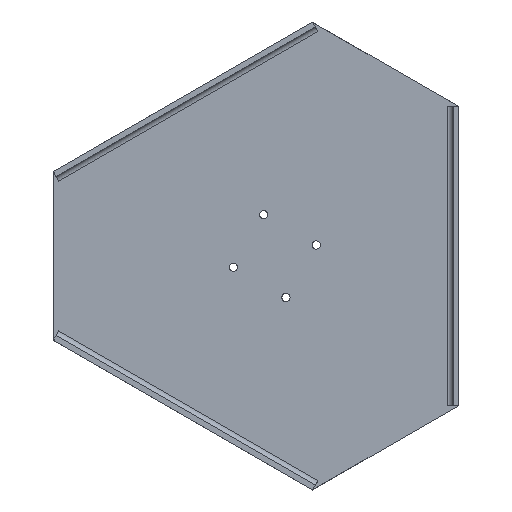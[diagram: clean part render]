
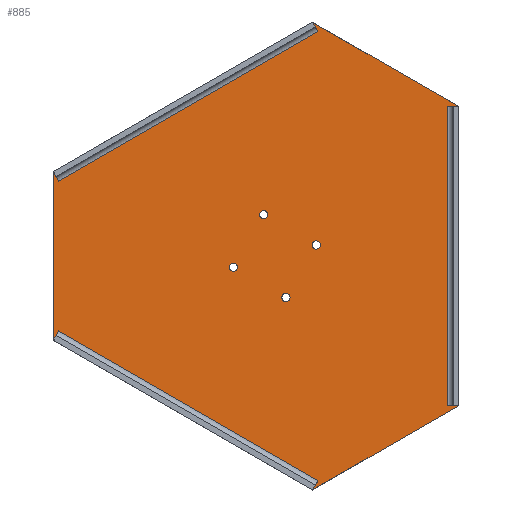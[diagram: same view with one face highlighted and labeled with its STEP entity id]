
A CAD part, top view. The second image highlights one B-rep face of the part: STEP entity #885.
In plain terms, the highlighted planar face has unit normal (0, 0, 1).
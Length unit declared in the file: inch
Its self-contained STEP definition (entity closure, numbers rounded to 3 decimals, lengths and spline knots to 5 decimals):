
#29=FACE_BOUND('',#156,.T.);
#30=FACE_BOUND('',#157,.T.);
#31=FACE_BOUND('',#158,.T.);
#32=FACE_BOUND('',#159,.T.);
#61=CIRCLE('',#960,0.1875);
#62=CIRCLE('',#961,0.1875);
#63=CIRCLE('',#962,0.1875);
#64=CIRCLE('',#963,0.1875);
#101=FACE_OUTER_BOUND('',#155,.T.);
#155=EDGE_LOOP('',(#655,#656,#657,#658,#659,#660,#661,#662,#663,#664,#665,
#666,#667,#668,#669,#670,#671,#672));
#156=EDGE_LOOP('',(#673));
#157=EDGE_LOOP('',(#674));
#158=EDGE_LOOP('',(#675));
#159=EDGE_LOOP('',(#676));
#224=LINE('',#1344,#310);
#236=LINE('',#1383,#322);
#238=LINE('',#1390,#324);
#239=LINE('',#1392,#325);
#240=LINE('',#1394,#326);
#241=LINE('',#1395,#327);
#242=LINE('',#1396,#328);
#243=LINE('',#1398,#329);
#244=LINE('',#1400,#330);
#245=LINE('',#1402,#331);
#246=LINE('',#1404,#332);
#247=LINE('',#1406,#333);
#248=LINE('',#1408,#334);
#249=LINE('',#1410,#335);
#250=LINE('',#1412,#336);
#251=LINE('',#1414,#337);
#252=LINE('',#1416,#338);
#253=LINE('',#1417,#339);
#310=VECTOR('',#1068,0.43301);
#322=VECTOR('',#1100,0.43301);
#324=VECTOR('',#1108,0.43301);
#325=VECTOR('',#1109,0.03868);
#326=VECTOR('',#1110,7.50192);
#327=VECTOR('',#1111,0.03868);
#328=VECTOR('',#1112,13.57169);
#329=VECTOR('',#1113,0.03868);
#330=VECTOR('',#1114,7.50192);
#331=VECTOR('',#1115,0.03868);
#332=VECTOR('',#1116,0.43301);
#333=VECTOR('',#1117,13.57169);
#334=VECTOR('',#1118,0.43301);
#335=VECTOR('',#1119,0.03868);
#336=VECTOR('',#1120,7.50192);
#337=VECTOR('',#1121,0.03868);
#338=VECTOR('',#1122,0.43301);
#339=VECTOR('',#1123,13.57169);
#404=VERTEX_POINT('',#1341);
#405=VERTEX_POINT('',#1343);
#421=VERTEX_POINT('',#1381);
#422=VERTEX_POINT('',#1382);
#423=VERTEX_POINT('',#1388);
#424=VERTEX_POINT('',#1389);
#425=VERTEX_POINT('',#1391);
#426=VERTEX_POINT('',#1393);
#427=VERTEX_POINT('',#1397);
#428=VERTEX_POINT('',#1399);
#429=VERTEX_POINT('',#1401);
#430=VERTEX_POINT('',#1403);
#431=VERTEX_POINT('',#1405);
#432=VERTEX_POINT('',#1407);
#433=VERTEX_POINT('',#1409);
#434=VERTEX_POINT('',#1411);
#435=VERTEX_POINT('',#1413);
#436=VERTEX_POINT('',#1415);
#437=VERTEX_POINT('',#1418);
#438=VERTEX_POINT('',#1420);
#439=VERTEX_POINT('',#1422);
#440=VERTEX_POINT('',#1424);
#494=EDGE_CURVE('',#404,#405,#224,.T.);
#514=EDGE_CURVE('',#421,#422,#236,.T.);
#518=EDGE_CURVE('',#423,#424,#238,.T.);
#519=EDGE_CURVE('',#424,#425,#239,.T.);
#520=EDGE_CURVE('',#426,#425,#240,.T.);
#521=EDGE_CURVE('',#422,#426,#241,.T.);
#522=EDGE_CURVE('',#405,#421,#242,.T.);
#523=EDGE_CURVE('',#427,#404,#243,.T.);
#524=EDGE_CURVE('',#427,#428,#244,.T.);
#525=EDGE_CURVE('',#429,#428,#245,.T.);
#526=EDGE_CURVE('',#430,#429,#246,.T.);
#527=EDGE_CURVE('',#431,#430,#247,.T.);
#528=EDGE_CURVE('',#432,#431,#248,.T.);
#529=EDGE_CURVE('',#433,#432,#249,.T.);
#530=EDGE_CURVE('',#434,#433,#250,.T.);
#531=EDGE_CURVE('',#434,#435,#251,.T.);
#532=EDGE_CURVE('',#435,#436,#252,.T.);
#533=EDGE_CURVE('',#436,#423,#253,.T.);
#534=EDGE_CURVE('',#437,#437,#61,.T.);
#535=EDGE_CURVE('',#438,#438,#62,.T.);
#536=EDGE_CURVE('',#439,#439,#63,.T.);
#537=EDGE_CURVE('',#440,#440,#64,.T.);
#655=ORIENTED_EDGE('',*,*,#518,.T.);
#656=ORIENTED_EDGE('',*,*,#519,.T.);
#657=ORIENTED_EDGE('',*,*,#520,.F.);
#658=ORIENTED_EDGE('',*,*,#521,.F.);
#659=ORIENTED_EDGE('',*,*,#514,.F.);
#660=ORIENTED_EDGE('',*,*,#522,.F.);
#661=ORIENTED_EDGE('',*,*,#494,.F.);
#662=ORIENTED_EDGE('',*,*,#523,.F.);
#663=ORIENTED_EDGE('',*,*,#524,.T.);
#664=ORIENTED_EDGE('',*,*,#525,.F.);
#665=ORIENTED_EDGE('',*,*,#526,.F.);
#666=ORIENTED_EDGE('',*,*,#527,.F.);
#667=ORIENTED_EDGE('',*,*,#528,.F.);
#668=ORIENTED_EDGE('',*,*,#529,.F.);
#669=ORIENTED_EDGE('',*,*,#530,.F.);
#670=ORIENTED_EDGE('',*,*,#531,.T.);
#671=ORIENTED_EDGE('',*,*,#532,.T.);
#672=ORIENTED_EDGE('',*,*,#533,.T.);
#673=ORIENTED_EDGE('',*,*,#534,.F.);
#674=ORIENTED_EDGE('',*,*,#535,.F.);
#675=ORIENTED_EDGE('',*,*,#536,.F.);
#676=ORIENTED_EDGE('',*,*,#537,.F.);
#856=PLANE('',#959);
#885=ADVANCED_FACE('',(#101,#29,#30,#31,#32),#856,.T.);
#959=AXIS2_PLACEMENT_3D('',#1387,#1106,#1107);
#960=AXIS2_PLACEMENT_3D('',#1419,#1124,#1125);
#961=AXIS2_PLACEMENT_3D('',#1421,#1126,#1127);
#962=AXIS2_PLACEMENT_3D('',#1423,#1128,#1129);
#963=AXIS2_PLACEMENT_3D('',#1425,#1130,#1131);
#1068=DIRECTION('',(0.5,-0.866,0.));
#1100=DIRECTION('',(-0.5,0.866,0.));
#1106=DIRECTION('center_axis',(0.,0.,1.));
#1107=DIRECTION('ref_axis',(1.,0.,0.));
#1108=DIRECTION('',(1.,0.,0.));
#1109=DIRECTION('',(0.,1.,0.));
#1110=DIRECTION('',(0.866,-0.5,0.));
#1111=DIRECTION('',(0.866,0.5,0.));
#1112=DIRECTION('',(0.866,0.5,0.));
#1113=DIRECTION('',(0.866,0.5,0.));
#1114=DIRECTION('',(0.,-1.,0.));
#1115=DIRECTION('',(-0.866,0.5,0.));
#1116=DIRECTION('',(-0.5,-0.866,0.));
#1117=DIRECTION('',(-0.866,0.5,0.));
#1118=DIRECTION('',(0.5,0.866,0.));
#1119=DIRECTION('',(-0.866,0.5,0.));
#1120=DIRECTION('',(-0.866,-0.5,0.));
#1121=DIRECTION('',(0.,1.,0.));
#1122=DIRECTION('',(-1.,0.,0.));
#1123=DIRECTION('',(0.,1.,0.));
#1124=DIRECTION('center_axis',(0.,0.,1.));
#1125=DIRECTION('ref_axis',(-1.,0.,0.));
#1126=DIRECTION('center_axis',(0.,0.,1.));
#1127=DIRECTION('ref_axis',(-1.,0.,0.));
#1128=DIRECTION('center_axis',(0.,0.,1.));
#1129=DIRECTION('ref_axis',(-1.,0.,0.));
#1130=DIRECTION('center_axis',(0.,0.,1.));
#1131=DIRECTION('ref_axis',(-1.,0.,0.));
#1341=CARTESIAN_POINT('',(-10.0124,3.7703,21.));
#1343=CARTESIAN_POINT('',(-9.79589,3.3953,21.));
#1344=CARTESIAN_POINT('',(-10.0124,3.7703,21.));
#1381=CARTESIAN_POINT('',(1.95753,10.18114,21.));
#1382=CARTESIAN_POINT('',(1.74103,10.55614,21.));
#1383=CARTESIAN_POINT('',(1.95753,10.18114,21.));
#1387=CARTESIAN_POINT('Origin',(-0.54127,0.18042,21.));
#1388=CARTESIAN_POINT('',(7.83836,6.78584,21.));
#1389=CARTESIAN_POINT('',(8.27138,6.78584,21.));
#1390=CARTESIAN_POINT('',(7.83836,6.78584,21.));
#1391=CARTESIAN_POINT('',(8.27138,6.82452,21.));
#1392=CARTESIAN_POINT('',(8.27138,6.78584,21.));
#1393=CARTESIAN_POINT('',(1.77452,10.57548,21.));
#1394=CARTESIAN_POINT('',(1.77452,10.57548,21.));
#1395=CARTESIAN_POINT('',(1.74103,10.55614,21.));
#1396=CARTESIAN_POINT('',(-9.79589,3.3953,21.));
#1397=CARTESIAN_POINT('',(-10.04589,3.75096,21.));
#1398=CARTESIAN_POINT('',(-10.04589,3.75096,21.));
#1399=CARTESIAN_POINT('',(-10.04589,-3.75096,21.));
#1400=CARTESIAN_POINT('',(-10.04589,3.75096,21.));
#1401=CARTESIAN_POINT('',(-10.0124,-3.7703,21.));
#1402=CARTESIAN_POINT('',(-10.0124,-3.7703,21.));
#1403=CARTESIAN_POINT('',(-9.79589,-3.3953,21.));
#1404=CARTESIAN_POINT('',(-9.79589,-3.3953,21.));
#1405=CARTESIAN_POINT('',(1.95753,-10.18114,21.));
#1406=CARTESIAN_POINT('',(1.95753,-10.18114,21.));
#1407=CARTESIAN_POINT('',(1.74103,-10.55614,21.));
#1408=CARTESIAN_POINT('',(1.74103,-10.55614,21.));
#1409=CARTESIAN_POINT('',(1.77452,-10.57548,21.));
#1410=CARTESIAN_POINT('',(1.77452,-10.57548,21.));
#1411=CARTESIAN_POINT('',(8.27138,-6.82452,21.));
#1412=CARTESIAN_POINT('',(8.27138,-6.82452,21.));
#1413=CARTESIAN_POINT('',(8.27138,-6.78584,21.));
#1414=CARTESIAN_POINT('',(8.27138,-6.82452,21.));
#1415=CARTESIAN_POINT('',(7.83836,-6.78584,21.));
#1416=CARTESIAN_POINT('',(8.27138,-6.78584,21.));
#1417=CARTESIAN_POINT('',(7.83836,-6.78584,21.));
#1418=CARTESIAN_POINT('',(1.69078,0.50328,21.));
#1419=CARTESIAN_POINT('Origin',(1.87828,0.50328,21.));
#1420=CARTESIAN_POINT('',(-2.06578,-0.50328,21.));
#1421=CARTESIAN_POINT('Origin',(-1.87828,-0.50328,21.));
#1422=CARTESIAN_POINT('',(-0.69078,1.87828,21.));
#1423=CARTESIAN_POINT('Origin',(-0.50328,1.87828,21.));
#1424=CARTESIAN_POINT('',(0.31578,-1.87828,21.));
#1425=CARTESIAN_POINT('Origin',(0.50328,-1.87828,21.));
